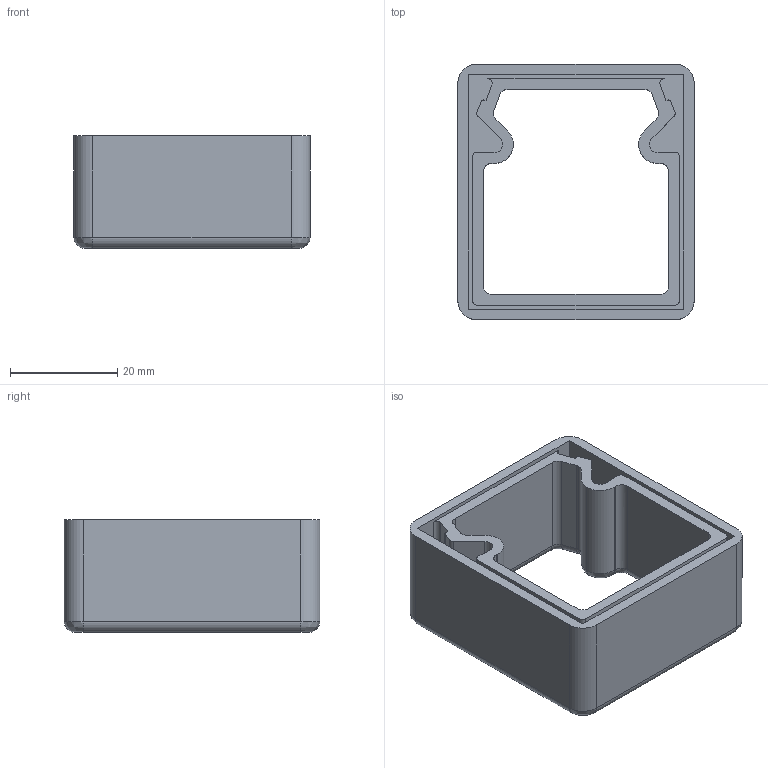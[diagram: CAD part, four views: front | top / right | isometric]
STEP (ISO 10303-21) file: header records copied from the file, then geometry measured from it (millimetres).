
FILE_DESCRIPTION((''),'2;1');
FILE_NAME('6249846_ORG','2013-10-29T',('AndreasKeweloh'),(''),'PRO/ENGINEER BY PARAMETRIC TECHNOLOGY CORPORATION, 2012360','PRO/ENGINEER BY PARAMETRIC TECHNOLOGY CORPORATION, 2012360','');
FILE_SCHEMA(('CONFIG_CONTROL_DESIGN'));
Length unit declared in the file: millimetre
Products named in the file (1): 6249846_ORG
Bounding box: 44.05 x 47.7 x 21 mm (x, y, z)
Volume: 15345.4 mm3; surface area: 12778.2 mm2
Topology: 1 solids, 1 shells, 98 faces, 252 edges, 156 vertices
Faces by surface type: cylinder 44, plane 36, torus 10, bspline 8
Entity records: 3115 total; most frequent: CARTESIAN_POINT 657, DIRECTION 530, ORIENTED_EDGE 500, EDGE_CURVE 250, AXIS2_PLACEMENT_3D 196, VERTEX_POINT 156, VECTOR 138, LINE 138
